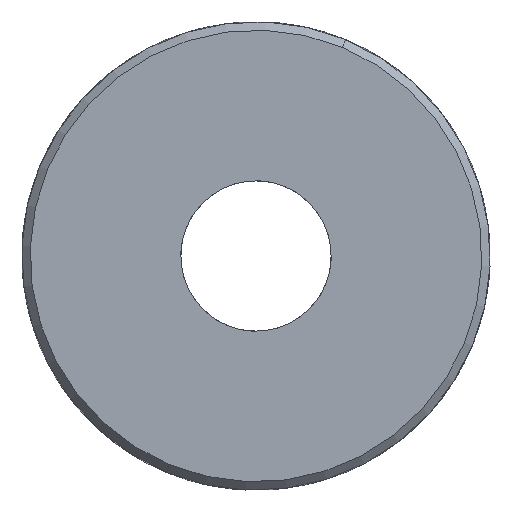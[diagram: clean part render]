
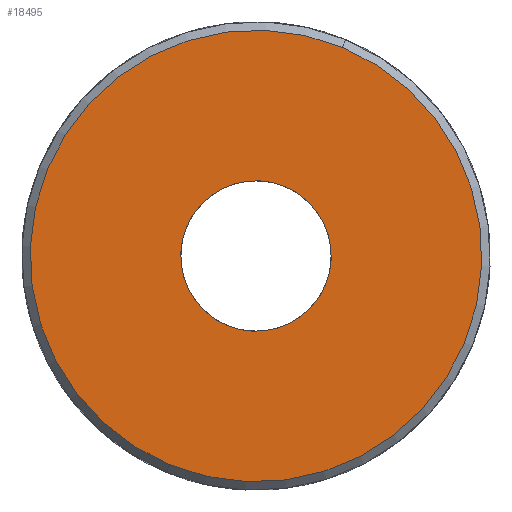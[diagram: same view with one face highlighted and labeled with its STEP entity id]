
A CAD part, left-side view. The second image highlights one B-rep face of the part: STEP entity #18495.
In plain terms, the highlighted face is planar.
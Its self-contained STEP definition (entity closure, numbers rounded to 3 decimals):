
#17901=CARTESIAN_POINT('',(0.,0.,0.));
#17902=DIRECTION('',(0.,0.,1.));
#17903=DIRECTION('',(-1.,0.,0.));
#17904=AXIS2_PLACEMENT_3D('',#17901,#17902,#17903);
#17906=CARTESIAN_POINT('',(0.,0.,0.));
#17907=DIRECTION('',(0.,0.,1.));
#17908=DIRECTION('',(1.,0.,0.));
#17909=AXIS2_PLACEMENT_3D('',#17906,#17907,#17908);
#18335=CARTESIAN_POINT('',(0.,0.,0.));
#18336=DIRECTION('',(0.,0.,1.));
#18337=DIRECTION('',(-1.,0.,0.));
#18338=AXIS2_PLACEMENT_3D('',#18335,#18336,#18337);
#18344=CARTESIAN_POINT('',(0.,0.,0.));
#18345=DIRECTION('',(0.,0.,1.));
#18346=DIRECTION('',(1.,0.,0.));
#18347=AXIS2_PLACEMENT_3D('',#18344,#18345,#18346);
#18358=CARTESIAN_POINT('',(27.,0.,0.));
#18359=CARTESIAN_POINT('',(-27.,0.,0.));
#18360=VERTEX_POINT('',#18358);
#18361=VERTEX_POINT('',#18359);
#18384=CARTESIAN_POINT('',(9.,0.,0.));
#18385=CARTESIAN_POINT('',(-9.,0.,0.));
#18386=VERTEX_POINT('',#18384);
#18387=VERTEX_POINT('',#18385);
#18479=CARTESIAN_POINT('',(0.,0.,0.));
#18480=DIRECTION('',(0.,0.,1.));
#18481=DIRECTION('',(1.,0.,0.));
#18482=AXIS2_PLACEMENT_3D('',#18479,#18480,#18481);
#18483=PLANE('',#18482);
#18485=ORIENTED_EDGE('',*,*,#18484,.T.);
#18486=ORIENTED_EDGE('',*,*,#18468,.T.);
#18487=EDGE_LOOP('',(#18485,#18486));
#18488=FACE_OUTER_BOUND('',#18487,.F.);
#18490=ORIENTED_EDGE('',*,*,#18489,.F.);
#18492=ORIENTED_EDGE('',*,*,#18491,.F.);
#18493=EDGE_LOOP('',(#18490,#18492));
#18494=FACE_BOUND('',#18493,.F.);
#18495=ADVANCED_FACE('',(#18488,#18494),#18483,.F.);
#17905=CIRCLE('',#17904,27.);
#17910=CIRCLE('',#17909,27.);
#18339=CIRCLE('',#18338,9.);
#18348=CIRCLE('',#18347,9.);
#18468=EDGE_CURVE('',#18360,#18361,#17910,.T.);
#18484=EDGE_CURVE('',#18361,#18360,#17905,.T.);
#18489=EDGE_CURVE('',#18386,#18387,#18348,.T.);
#18491=EDGE_CURVE('',#18387,#18386,#18339,.T.);
